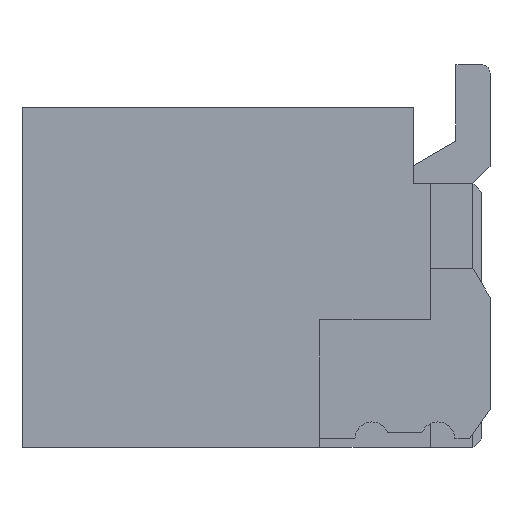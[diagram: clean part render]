
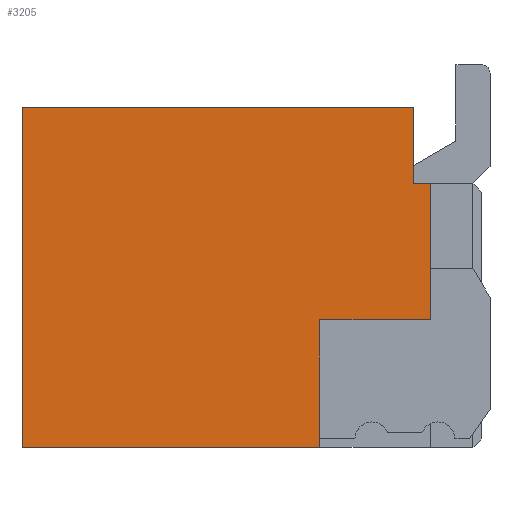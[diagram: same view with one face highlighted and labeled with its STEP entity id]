
A CAD part, left-side view. The second image highlights one B-rep face of the part: STEP entity #3205.
In plain terms, the highlighted planar face has unit normal (-1, 0, 0).
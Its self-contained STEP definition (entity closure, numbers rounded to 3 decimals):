
#15 = DIRECTION ( 'NONE',  ( 0., 0., 1. ) ) ;
#195 = VECTOR ( 'NONE', #278, 1000. ) ;
#249 = LINE ( 'NONE', #2617, #2114 ) ;
#278 = DIRECTION ( 'NONE',  ( 0., 1., 0. ) ) ;
#447 = CARTESIAN_POINT ( 'NONE',  ( -2.3, 2.75, 0.875 ) ) ;
#480 = CARTESIAN_POINT ( 'NONE',  ( -2.3, 0.35, 0.425 ) ) ;
#528 = CARTESIAN_POINT ( 'NONE',  ( -2.3, 0.45, 0.425 ) ) ;
#542 = DIRECTION ( 'NONE',  ( 0., 0., -1. ) ) ;
#594 = VERTEX_POINT ( 'NONE', #1963 ) ;
#625 = CARTESIAN_POINT ( 'NONE',  ( -2.3, 2.75, 0.425 ) ) ;
#648 = EDGE_CURVE ( 'NONE', #4383, #1977, #1471, .T. ) ;
#656 = DIRECTION ( 'NONE',  ( 0., 0., 1. ) ) ;
#745 = CARTESIAN_POINT ( 'NONE',  ( -2.3, 1., -0.375 ) ) ;
#783 = VECTOR ( 'NONE', #15, 1000. ) ;
#786 = VERTEX_POINT ( 'NONE', #2558 ) ;
#854 = LINE ( 'NONE', #3122, #4163 ) ;
#1053 = VECTOR ( 'NONE', #2963, 1000. ) ;
#1073 = VERTEX_POINT ( 'NONE', #4812 ) ;
#1075 = DIRECTION ( 'NONE',  ( 0., -1., 0. ) ) ;
#1113 = ORIENTED_EDGE ( 'NONE', *, *, #648, .T. ) ;
#1139 = VECTOR ( 'NONE', #3684, 1000. ) ;
#1152 = VERTEX_POINT ( 'NONE', #4149 ) ;
#1158 = VECTOR ( 'NONE', #1075, 1000. ) ;
#1192 = DIRECTION ( 'NONE',  ( 0., 1., 0. ) ) ;
#1215 = PLANE ( 'NONE',  #3760 ) ;
#1224 = LINE ( 'NONE', #447, #1139 ) ;
#1262 = EDGE_CURVE ( 'NONE', #2326, #4383, #1744, .T. ) ;
#1321 = EDGE_CURVE ( 'NONE', #786, #1152, #3845, .T. ) ;
#1471 = LINE ( 'NONE', #4364, #783 ) ;
#1591 = VERTEX_POINT ( 'NONE', #745 ) ;
#1650 = EDGE_CURVE ( 'NONE', #594, #1591, #4281, .T. ) ;
#1683 = ORIENTED_EDGE ( 'NONE', *, *, #3101, .T. ) ;
#1744 = LINE ( 'NONE', #625, #195 ) ;
#1898 = ORIENTED_EDGE ( 'NONE', *, *, #3786, .F. ) ;
#1932 = LINE ( 'NONE', #4423, #1053 ) ;
#1963 = CARTESIAN_POINT ( 'NONE',  ( -2.3, 0.35, -0.375 ) ) ;
#1977 = VERTEX_POINT ( 'NONE', #4966 ) ;
#2114 = VECTOR ( 'NONE', #4216, 1000. ) ;
#2293 = CARTESIAN_POINT ( 'NONE',  ( -2.3, 0.05, -1.125 ) ) ;
#2326 = VERTEX_POINT ( 'NONE', #480 ) ;
#2439 = ORIENTED_EDGE ( 'NONE', *, *, #3308, .F. ) ;
#2536 = CARTESIAN_POINT ( 'NONE',  ( -2.3, 2.75, -1.125 ) ) ;
#2558 = CARTESIAN_POINT ( 'NONE',  ( -2.3, 2.75, -1.125 ) ) ;
#2603 = ORIENTED_EDGE ( 'NONE', *, *, #1650, .F. ) ;
#2617 = CARTESIAN_POINT ( 'NONE',  ( -2.3, 2.75, -1.125 ) ) ;
#2641 = ORIENTED_EDGE ( 'NONE', *, *, #1321, .T. ) ;
#2963 = DIRECTION ( 'NONE',  ( 0., 0., -1. ) ) ;
#3101 = EDGE_CURVE ( 'NONE', #1152, #1591, #854, .T. ) ;
#3122 = CARTESIAN_POINT ( 'NONE',  ( -2.3, 1., -0.375 ) ) ;
#3205 = ADVANCED_FACE ( 'NONE', ( #4034 ), #1215, .F. ) ;
#3238 = VECTOR ( 'NONE', #1192, 1000. ) ;
#3301 = ORIENTED_EDGE ( 'NONE', *, *, #3341, .T. ) ;
#3308 = EDGE_CURVE ( 'NONE', #2326, #594, #1932, .T. ) ;
#3341 = EDGE_CURVE ( 'NONE', #1073, #786, #249, .T. ) ;
#3684 = DIRECTION ( 'NONE',  ( 0., -1., 0. ) ) ;
#3760 = AXIS2_PLACEMENT_3D ( 'NONE', #2536, #4806, #542 ) ;
#3786 = EDGE_CURVE ( 'NONE', #1073, #1977, #1224, .T. ) ;
#3845 = LINE ( 'NONE', #2293, #1158 ) ;
#4034 = FACE_OUTER_BOUND ( 'NONE', #4524, .T. ) ;
#4149 = CARTESIAN_POINT ( 'NONE',  ( -2.3, 1., -1.125 ) ) ;
#4163 = VECTOR ( 'NONE', #656, 1000. ) ;
#4216 = DIRECTION ( 'NONE',  ( 0., 0., -1. ) ) ;
#4281 = LINE ( 'NONE', #5169, #3238 ) ;
#4364 = CARTESIAN_POINT ( 'NONE',  ( -2.3, 0.45, 0.875 ) ) ;
#4383 = VERTEX_POINT ( 'NONE', #528 ) ;
#4423 = CARTESIAN_POINT ( 'NONE',  ( -2.3, 0.35, -1.125 ) ) ;
#4524 = EDGE_LOOP ( 'NONE', ( #4912, #1113, #1898, #3301, #2641, #1683, #2603, #2439 ) ) ;
#4806 = DIRECTION ( 'NONE',  ( 1., 0., 0. ) ) ;
#4812 = CARTESIAN_POINT ( 'NONE',  ( -2.3, 2.75, 0.875 ) ) ;
#4912 = ORIENTED_EDGE ( 'NONE', *, *, #1262, .T. ) ;
#4966 = CARTESIAN_POINT ( 'NONE',  ( -2.3, 0.45, 0.875 ) ) ;
#5169 = CARTESIAN_POINT ( 'NONE',  ( -2.3, 2.75, -0.375 ) ) ;
